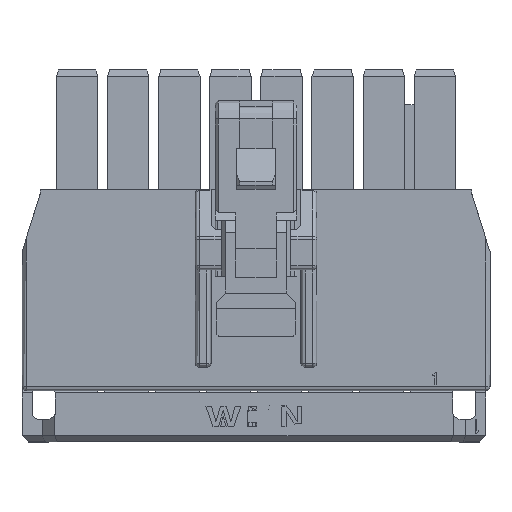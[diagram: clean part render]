
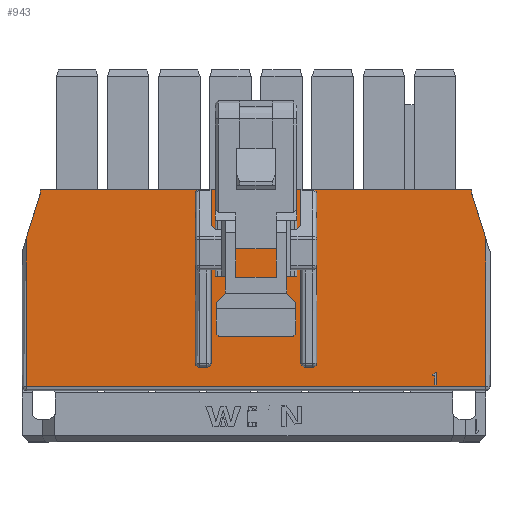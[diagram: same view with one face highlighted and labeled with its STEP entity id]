
A CAD part, top view. The second image highlights one B-rep face of the part: STEP entity #943.
In plain terms, the highlighted planar face has unit normal (0, 0, 1).
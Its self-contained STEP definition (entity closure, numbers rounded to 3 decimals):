
#35=CARTESIAN_POINT('',(10.55,9.66,1.72));
#36=VERTEX_POINT('',#35);
#37=CARTESIAN_POINT('',(11.25,7.436,1.72));
#38=VERTEX_POINT('',#37);
#39=CARTESIAN_POINT('',(10.55,9.66,1.72));
#40=DIRECTION('',(0.3,-0.954,0.));
#41=VECTOR('',#40,2.332);
#42=LINE('',#39,#41);
#43=EDGE_CURVE('',#36,#38,#42,.T.);
#154=CARTESIAN_POINT('',(10.55,9.85,1.72));
#155=VERTEX_POINT('',#154);
#162=CARTESIAN_POINT('',(10.55,9.85,1.72));
#163=DIRECTION('',(0.,-1.,0.));
#164=VECTOR('',#163,0.19);
#165=LINE('',#162,#164);
#166=EDGE_CURVE('',#155,#36,#165,.T.);
#176=CARTESIAN_POINT('',(-10.55,9.85,1.72));
#177=VERTEX_POINT('',#176);
#178=CARTESIAN_POINT('',(-2.77,9.85,1.72));
#179=VERTEX_POINT('',#178);
#180=CARTESIAN_POINT('',(-10.55,9.85,1.72));
#181=DIRECTION('',(1.,0.,0.));
#182=VECTOR('',#181,7.78);
#183=LINE('',#180,#182);
#184=EDGE_CURVE('',#177,#179,#183,.T.);
#202=CARTESIAN_POINT('',(-2.2,9.85,1.72));
#203=VERTEX_POINT('',#202);
#210=CARTESIAN_POINT('',(-2.,9.85,1.72));
#211=VERTEX_POINT('',#210);
#212=CARTESIAN_POINT('',(-2.2,9.85,1.72));
#213=DIRECTION('',(1.,0.,0.));
#214=VECTOR('',#213,0.2);
#215=LINE('',#212,#214);
#216=EDGE_CURVE('',#203,#211,#215,.T.);
#330=CARTESIAN_POINT('',(2.,9.85,1.72));
#331=VERTEX_POINT('',#330);
#338=CARTESIAN_POINT('',(2.2,9.85,1.72));
#339=VERTEX_POINT('',#338);
#340=CARTESIAN_POINT('',(2.,9.85,1.72));
#341=DIRECTION('',(1.,0.,0.));
#342=VECTOR('',#341,0.2);
#343=LINE('',#340,#342);
#344=EDGE_CURVE('',#331,#339,#343,.T.);
#362=CARTESIAN_POINT('',(2.77,9.85,1.72));
#363=VERTEX_POINT('',#362);
#370=CARTESIAN_POINT('',(2.77,9.85,1.72));
#371=DIRECTION('',(1.,0.,0.));
#372=VECTOR('',#371,7.78);
#373=LINE('',#370,#372);
#374=EDGE_CURVE('',#363,#155,#373,.T.);
#610=CARTESIAN_POINT('',(-10.55,9.66,1.72));
#611=VERTEX_POINT('',#610);
#618=CARTESIAN_POINT('',(-10.55,9.66,1.72));
#619=DIRECTION('',(0.,1.,0.));
#620=VECTOR('',#619,0.19);
#621=LINE('',#618,#620);
#622=EDGE_CURVE('',#611,#177,#621,.T.);
#708=CARTESIAN_POINT('',(-11.25,7.436,1.72));
#709=VERTEX_POINT('',#708);
#719=CARTESIAN_POINT('',(-11.25,7.436,1.72));
#720=DIRECTION('',(0.3,0.954,0.));
#721=VECTOR('',#720,2.332);
#722=LINE('',#719,#721);
#723=EDGE_CURVE('',#709,#611,#722,.T.);
#728=CARTESIAN_POINT('',(0.,6.4,1.72));
#729=DIRECTION('',(1.,0.,0.));
#730=DIRECTION('',(0.,0.,1.));
#731=AXIS2_PLACEMENT_3D('',#728,#730,#729);
#732=PLANE('',#731);
#733=ORIENTED_EDGE('',*,*,#166,.F.);
#734=ORIENTED_EDGE('',*,*,#374,.F.);
#735=CARTESIAN_POINT('',(2.97,9.65,1.72));
#736=VERTEX_POINT('',#735);
#737=CARTESIAN_POINT('',(2.77,9.65,1.72));
#738=DIRECTION('',(0.,1.,0.));
#739=DIRECTION('',(0.,0.,-1.));
#740=AXIS2_PLACEMENT_3D('',#737,#739,#738);
#741=CIRCLE('',#740,0.2);
#742=EDGE_CURVE('',#363,#736,#741,.T.);
#743=ORIENTED_EDGE('',*,*,#742,.T.);
#744=CARTESIAN_POINT('',(2.97,1.35,1.72));
#745=VERTEX_POINT('',#744);
#746=CARTESIAN_POINT('',(2.97,9.65,1.72));
#747=DIRECTION('',(0.,-1.,0.));
#748=VECTOR('',#747,8.3);
#749=LINE('',#746,#748);
#750=EDGE_CURVE('',#736,#745,#749,.T.);
#751=ORIENTED_EDGE('',*,*,#750,.T.);
#752=CARTESIAN_POINT('',(2.77,1.15,1.72));
#753=VERTEX_POINT('',#752);
#754=CARTESIAN_POINT('',(2.77,1.35,1.72));
#755=DIRECTION('',(1.,0.,0.));
#756=DIRECTION('',(0.,0.,-1.));
#757=AXIS2_PLACEMENT_3D('',#754,#756,#755);
#758=CIRCLE('',#757,0.2);
#759=EDGE_CURVE('',#745,#753,#758,.T.);
#760=ORIENTED_EDGE('',*,*,#759,.T.);
#761=CARTESIAN_POINT('',(2.4,1.15,1.72));
#762=VERTEX_POINT('',#761);
#763=CARTESIAN_POINT('',(2.77,1.15,1.72));
#764=DIRECTION('',(-1.,0.,0.));
#765=VECTOR('',#764,0.37);
#766=LINE('',#763,#765);
#767=EDGE_CURVE('',#753,#762,#766,.T.);
#768=ORIENTED_EDGE('',*,*,#767,.T.);
#769=CARTESIAN_POINT('',(2.2,1.35,1.72));
#770=VERTEX_POINT('',#769);
#771=CARTESIAN_POINT('',(2.4,1.35,1.72));
#772=DIRECTION('',(0.,-1.,0.));
#773=DIRECTION('',(0.,0.,-1.));
#774=AXIS2_PLACEMENT_3D('',#771,#773,#772);
#775=CIRCLE('',#774,0.2);
#776=EDGE_CURVE('',#762,#770,#775,.T.);
#777=ORIENTED_EDGE('',*,*,#776,.T.);
#778=CARTESIAN_POINT('',(2.2,1.35,1.72));
#779=DIRECTION('',(0.,1.,0.));
#780=VECTOR('',#779,8.5);
#781=LINE('',#778,#780);
#782=EDGE_CURVE('',#770,#339,#781,.T.);
#783=ORIENTED_EDGE('',*,*,#782,.T.);
#784=ORIENTED_EDGE('',*,*,#344,.F.);
#785=CARTESIAN_POINT('',(2.,12.8,1.72));
#786=VERTEX_POINT('',#785);
#787=CARTESIAN_POINT('',(2.,9.85,1.72));
#788=DIRECTION('',(0.,1.,0.));
#789=VECTOR('',#788,2.95);
#790=LINE('',#787,#789);
#791=EDGE_CURVE('',#331,#786,#790,.T.);
#792=ORIENTED_EDGE('',*,*,#791,.T.);
#793=CARTESIAN_POINT('',(-2.,12.8,1.72));
#794=VERTEX_POINT('',#793);
#795=CARTESIAN_POINT('',(2.,12.8,1.72));
#796=DIRECTION('',(-1.,0.,0.));
#797=VECTOR('',#796,4.);
#798=LINE('',#795,#797);
#799=EDGE_CURVE('',#786,#794,#798,.T.);
#800=ORIENTED_EDGE('',*,*,#799,.T.);
#801=CARTESIAN_POINT('',(-2.,12.8,1.72));
#802=DIRECTION('',(0.,-1.,0.));
#803=VECTOR('',#802,2.95);
#804=LINE('',#801,#803);
#805=EDGE_CURVE('',#794,#211,#804,.T.);
#806=ORIENTED_EDGE('',*,*,#805,.T.);
#807=ORIENTED_EDGE('',*,*,#216,.F.);
#808=CARTESIAN_POINT('',(-2.2,1.35,1.72));
#809=VERTEX_POINT('',#808);
#810=CARTESIAN_POINT('',(-2.2,9.85,1.72));
#811=DIRECTION('',(0.,-1.,0.));
#812=VECTOR('',#811,8.5);
#813=LINE('',#810,#812);
#814=EDGE_CURVE('',#203,#809,#813,.T.);
#815=ORIENTED_EDGE('',*,*,#814,.T.);
#816=CARTESIAN_POINT('',(-2.4,1.15,1.72));
#817=VERTEX_POINT('',#816);
#818=CARTESIAN_POINT('',(-2.4,1.35,1.72));
#819=DIRECTION('',(1.,0.,0.));
#820=DIRECTION('',(0.,0.,-1.));
#821=AXIS2_PLACEMENT_3D('',#818,#820,#819);
#822=CIRCLE('',#821,0.2);
#823=EDGE_CURVE('',#809,#817,#822,.T.);
#824=ORIENTED_EDGE('',*,*,#823,.T.);
#825=CARTESIAN_POINT('',(-2.77,1.15,1.72));
#826=VERTEX_POINT('',#825);
#827=CARTESIAN_POINT('',(-2.4,1.15,1.72));
#828=DIRECTION('',(-1.,0.,0.));
#829=VECTOR('',#828,0.37);
#830=LINE('',#827,#829);
#831=EDGE_CURVE('',#817,#826,#830,.T.);
#832=ORIENTED_EDGE('',*,*,#831,.T.);
#833=CARTESIAN_POINT('',(-2.97,1.35,1.72));
#834=VERTEX_POINT('',#833);
#835=CARTESIAN_POINT('',(-2.77,1.35,1.72));
#836=DIRECTION('',(0.,-1.,0.));
#837=DIRECTION('',(0.,0.,-1.));
#838=AXIS2_PLACEMENT_3D('',#835,#837,#836);
#839=CIRCLE('',#838,0.2);
#840=EDGE_CURVE('',#826,#834,#839,.T.);
#841=ORIENTED_EDGE('',*,*,#840,.T.);
#842=CARTESIAN_POINT('',(-2.97,9.65,1.72));
#843=VERTEX_POINT('',#842);
#844=CARTESIAN_POINT('',(-2.97,1.35,1.72));
#845=DIRECTION('',(0.,1.,0.));
#846=VECTOR('',#845,8.3);
#847=LINE('',#844,#846);
#848=EDGE_CURVE('',#834,#843,#847,.T.);
#849=ORIENTED_EDGE('',*,*,#848,.T.);
#850=CARTESIAN_POINT('',(-2.77,9.65,1.72));
#851=DIRECTION('',(-1.,0.,0.));
#852=DIRECTION('',(0.,0.,-1.));
#853=AXIS2_PLACEMENT_3D('',#850,#852,#851);
#854=CIRCLE('',#853,0.2);
#855=EDGE_CURVE('',#843,#179,#854,.T.);
#856=ORIENTED_EDGE('',*,*,#855,.T.);
#857=ORIENTED_EDGE('',*,*,#184,.F.);
#858=ORIENTED_EDGE('',*,*,#622,.F.);
#859=ORIENTED_EDGE('',*,*,#723,.F.);
#860=CARTESIAN_POINT('',(-11.25,0.2,1.72));
#861=VERTEX_POINT('',#860);
#862=CARTESIAN_POINT('',(-11.25,7.436,1.72));
#863=DIRECTION('',(0.,-1.,0.));
#864=VECTOR('',#863,7.236);
#865=LINE('',#862,#864);
#866=EDGE_CURVE('',#709,#861,#865,.T.);
#867=ORIENTED_EDGE('',*,*,#866,.T.);
#868=CARTESIAN_POINT('',(11.25,0.2,1.72));
#869=VERTEX_POINT('',#868);
#870=CARTESIAN_POINT('',(-11.25,0.2,1.72));
#871=DIRECTION('',(1.,0.,0.));
#872=VECTOR('',#871,22.5);
#873=LINE('',#870,#872);
#874=EDGE_CURVE('',#861,#869,#873,.T.);
#875=ORIENTED_EDGE('',*,*,#874,.T.);
#876=CARTESIAN_POINT('',(11.25,0.2,1.72));
#877=DIRECTION('',(0.,1.,0.));
#878=VECTOR('',#877,7.236);
#879=LINE('',#876,#878);
#880=EDGE_CURVE('',#869,#38,#879,.T.);
#881=ORIENTED_EDGE('',*,*,#880,.T.);
#882=ORIENTED_EDGE('',*,*,#43,.F.);
#883=EDGE_LOOP('',(#733,#734,#743,#751,#760,#768,#777,#783,#784,#792,#800,#806,#807,#815,#824,#832,#841,#849,#856,#857,#858,#859,#867,#875,#881,#882));
#884=FACE_OUTER_BOUND('',#883,.T.);
#885=CARTESIAN_POINT('',(8.652,0.736,1.72));
#886=VERTEX_POINT('',#885);
#887=CARTESIAN_POINT('',(8.652,0.785,1.72));
#888=VERTEX_POINT('',#887);
#889=CARTESIAN_POINT('',(8.652,0.736,1.72));
#890=DIRECTION('',(0.,1.,0.));
#891=VECTOR('',#890,0.049);
#892=LINE('',#889,#891);
#893=EDGE_CURVE('',#886,#888,#892,.T.);
#894=ORIENTED_EDGE('',*,*,#893,.T.);
#895=CARTESIAN_POINT('',(8.786,0.9,1.72));
#896=VERTEX_POINT('',#895);
#897=CARTESIAN_POINT('',(8.652,0.785,1.72));
#898=CARTESIAN_POINT('',(8.766,0.785,1.72));
#899=CARTESIAN_POINT('',(8.786,0.9,1.72));
#900=B_SPLINE_CURVE_WITH_KNOTS('',2,(#897,#898,#899),.UNSPECIFIED.,.F.,.U.,(3,3),(0.,1.),.UNSPECIFIED.);
#901=EDGE_CURVE('',#888,#896,#900,.T.);
#902=ORIENTED_EDGE('',*,*,#901,.T.);
#903=CARTESIAN_POINT('',(8.825,0.9,1.72));
#904=VERTEX_POINT('',#903);
#905=CARTESIAN_POINT('',(8.786,0.9,1.72));
#906=DIRECTION('',(1.,0.,0.));
#907=VECTOR('',#906,0.039);
#908=LINE('',#905,#907);
#909=EDGE_CURVE('',#896,#904,#908,.T.);
#910=ORIENTED_EDGE('',*,*,#909,.T.);
#911=CARTESIAN_POINT('',(8.825,0.3,1.72));
#912=VERTEX_POINT('',#911);
#913=CARTESIAN_POINT('',(8.825,0.9,1.72));
#914=DIRECTION('',(0.,-1.,0.));
#915=VECTOR('',#914,0.6);
#916=LINE('',#913,#915);
#917=EDGE_CURVE('',#904,#912,#916,.T.);
#918=ORIENTED_EDGE('',*,*,#917,.T.);
#919=CARTESIAN_POINT('',(8.75,0.3,1.72));
#920=VERTEX_POINT('',#919);
#921=CARTESIAN_POINT('',(8.825,0.3,1.72));
#922=DIRECTION('',(-1.,0.,0.));
#923=VECTOR('',#922,0.075);
#924=LINE('',#921,#923);
#925=EDGE_CURVE('',#912,#920,#924,.T.);
#926=ORIENTED_EDGE('',*,*,#925,.T.);
#927=CARTESIAN_POINT('',(8.75,0.736,1.72));
#928=VERTEX_POINT('',#927);
#929=CARTESIAN_POINT('',(8.75,0.3,1.72));
#930=DIRECTION('',(0.,1.,0.));
#931=VECTOR('',#930,0.436);
#932=LINE('',#929,#931);
#933=EDGE_CURVE('',#920,#928,#932,.T.);
#934=ORIENTED_EDGE('',*,*,#933,.T.);
#935=CARTESIAN_POINT('',(8.75,0.736,1.72));
#936=DIRECTION('',(-1.,0.,0.));
#937=VECTOR('',#936,0.098);
#938=LINE('',#935,#937);
#939=EDGE_CURVE('',#928,#886,#938,.T.);
#940=ORIENTED_EDGE('',*,*,#939,.T.);
#941=EDGE_LOOP('',(#894,#902,#910,#918,#926,#934,#940));
#942=FACE_BOUND('',#941,.T.);
#943=ADVANCED_FACE('',(#884,#942),#732,.T.);
